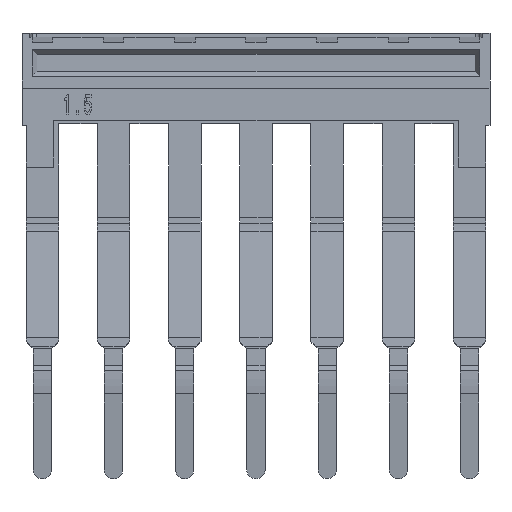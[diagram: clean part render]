
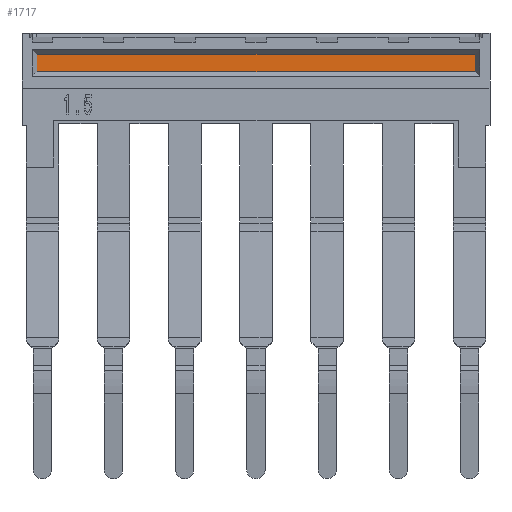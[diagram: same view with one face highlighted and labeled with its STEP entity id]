
A CAD part, front view. The second image highlights one B-rep face of the part: STEP entity #1717.
In plain terms, the highlighted planar face has unit normal (0, -1, 0).
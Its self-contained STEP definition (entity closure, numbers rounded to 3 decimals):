
#694=AXIS2_PLACEMENT_3D('Plane Axis2P3D',#691,#692,#693) ;
#691=CARTESIAN_POINT('Axis2P3D Location',(1.,0.4,19.201)) ;
#1654=CARTESIAN_POINT('Vertex',(0.731,0.4,20.87)) ;
#1660=CARTESIAN_POINT('Vertex',(0.731,0.4,20.012)) ;
#1663=CARTESIAN_POINT('Line Origine',(0.731,0.4,20.441)) ;
#1684=CARTESIAN_POINT('Vertex',(22.269,0.4,20.87)) ;
#1687=CARTESIAN_POINT('Line Origine',(11.5,0.4,20.87)) ;
#1699=CARTESIAN_POINT('Line Origine',(22.269,0.4,20.441)) ;
#1703=CARTESIAN_POINT('Vertex',(22.269,0.4,20.012)) ;
#1706=CARTESIAN_POINT('Line Origine',(11.5,0.4,20.012)) ;
#692=DIRECTION('Axis2P3D Direction',(0.,1.,0.)) ;
#693=DIRECTION('Axis2P3D XDirection',(0.,0.,-1.)) ;
#1664=DIRECTION('Vector Direction',(0.,0.,-1.)) ;
#1688=DIRECTION('Vector Direction',(-1.,0.,0.)) ;
#1700=DIRECTION('Vector Direction',(0.,0.,-1.)) ;
#1707=DIRECTION('Vector Direction',(-1.,0.,0.)) ;
#1665=VECTOR('Line Direction',#1664,1.) ;
#1689=VECTOR('Line Direction',#1688,1.) ;
#1701=VECTOR('Line Direction',#1700,1.) ;
#1708=VECTOR('Line Direction',#1707,1.) ;
#1712=ORIENTED_EDGE('',*,*,#1705,.T.) ;
#1713=ORIENTED_EDGE('',*,*,#1691,.T.) ;
#1714=ORIENTED_EDGE('',*,*,#1667,.F.) ;
#1715=ORIENTED_EDGE('',*,*,#1710,.F.) ;
#1717=ADVANCED_FACE('ZQV_1-5N_KU',(#1716),#695,.F.) ;
#1667=EDGE_CURVE('',#1661,#1655,#1666,.F.) ;
#1691=EDGE_CURVE('',#1685,#1655,#1690,.T.) ;
#1705=EDGE_CURVE('',#1704,#1685,#1702,.F.) ;
#1710=EDGE_CURVE('',#1704,#1661,#1709,.T.) ;
#1711=EDGE_LOOP('',(#1712,#1713,#1714,#1715)) ;
#1716=FACE_OUTER_BOUND('',#1711,.T.) ;
#1666=LINE('Line',#1663,#1665) ;
#1690=LINE('Line',#1687,#1689) ;
#1702=LINE('Line',#1699,#1701) ;
#1709=LINE('Line',#1706,#1708) ;
#695=PLANE('',#694) ;
#1655=VERTEX_POINT('',#1654) ;
#1661=VERTEX_POINT('',#1660) ;
#1685=VERTEX_POINT('',#1684) ;
#1704=VERTEX_POINT('',#1703) ;
